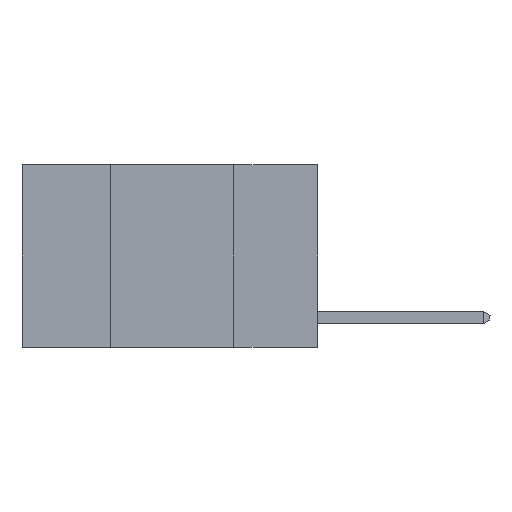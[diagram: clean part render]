
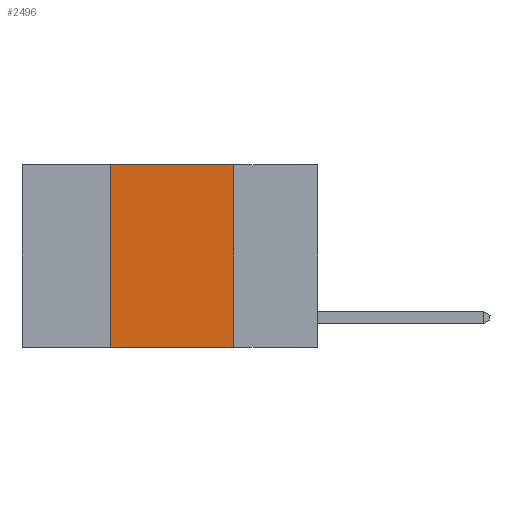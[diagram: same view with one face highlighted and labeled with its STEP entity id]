
A CAD part, left-side view. The second image highlights one B-rep face of the part: STEP entity #2496.
In plain terms, the highlighted planar face has unit normal (-1, 0, 0).
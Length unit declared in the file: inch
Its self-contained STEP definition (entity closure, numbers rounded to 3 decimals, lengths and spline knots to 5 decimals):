
#8 = EDGE_CURVE ( 'NONE', #17601, #27222, #4893, .T. ) ;
#520 = CARTESIAN_POINT ( 'NONE',  ( 0., 0.6, -0.37 ) ) ;
#1789 = CARTESIAN_POINT ( 'NONE',  ( 0., 0.17, 0. ) ) ;
#2050 = VERTEX_POINT ( 'NONE', #6737 ) ;
#2250 = LINE ( 'NONE', #27817, #17393 ) ;
#2496 = ADVANCED_FACE ( 'NONE', ( #21102 ), #21692, .F. ) ;
#3655 = DIRECTION ( 'NONE',  ( 0., 0., -1. ) ) ;
#4893 = LINE ( 'NONE', #520, #16530 ) ;
#5997 = DIRECTION ( 'NONE',  ( 0., 0., 1. ) ) ;
#6737 = CARTESIAN_POINT ( 'NONE',  ( 0., 0.42, 0. ) ) ;
#8498 = DIRECTION ( 'NONE',  ( 0., -1., 0. ) ) ;
#9435 = EDGE_CURVE ( 'NONE', #17601, #2050, #12357, .T. ) ;
#9846 = DIRECTION ( 'NONE',  ( 0., 0., -1. ) ) ;
#10492 = ORIENTED_EDGE ( 'NONE', *, *, #21527, .F. ) ;
#12231 = AXIS2_PLACEMENT_3D ( 'NONE', #19691, #12854, #3655 ) ;
#12357 = LINE ( 'NONE', #19560, #23961 ) ;
#12854 = DIRECTION ( 'NONE',  ( 1., 0., 0. ) ) ;
#13292 = VERTEX_POINT ( 'NONE', #1789 ) ;
#13785 = VECTOR ( 'NONE', #8498, 39.37008 ) ;
#15148 = ORIENTED_EDGE ( 'NONE', *, *, #9435, .F. ) ;
#15551 = EDGE_LOOP ( 'NONE', ( #10492, #25555, #15148, #28249 ) ) ;
#16530 = VECTOR ( 'NONE', #20975, 39.37008 ) ;
#17393 = VECTOR ( 'NONE', #9846, 39.37008 ) ;
#17601 = VERTEX_POINT ( 'NONE', #23717 ) ;
#19560 = CARTESIAN_POINT ( 'NONE',  ( 0., 0.42, 0. ) ) ;
#19691 = CARTESIAN_POINT ( 'NONE',  ( 0., 0.6, 0. ) ) ;
#20975 = DIRECTION ( 'NONE',  ( 0., -1., 0. ) ) ;
#21102 = FACE_OUTER_BOUND ( 'NONE', #15551, .T. ) ;
#21527 = EDGE_CURVE ( 'NONE', #13292, #27222, #2250, .T. ) ;
#21692 = PLANE ( 'NONE',  #12231 ) ;
#23717 = CARTESIAN_POINT ( 'NONE',  ( 0., 0.42, -0.37 ) ) ;
#23961 = VECTOR ( 'NONE', #5997, 39.37008 ) ;
#24146 = CARTESIAN_POINT ( 'NONE',  ( 0., 0.6, 0. ) ) ;
#24265 = EDGE_CURVE ( 'NONE', #2050, #13292, #27140, .T. ) ;
#25555 = ORIENTED_EDGE ( 'NONE', *, *, #24265, .F. ) ;
#26432 = CARTESIAN_POINT ( 'NONE',  ( 0., 0.17, -0.37 ) ) ;
#27140 = LINE ( 'NONE', #24146, #13785 ) ;
#27222 = VERTEX_POINT ( 'NONE', #26432 ) ;
#27817 = CARTESIAN_POINT ( 'NONE',  ( 0., 0.17, 0. ) ) ;
#28249 = ORIENTED_EDGE ( 'NONE', *, *, #8, .T. ) ;
